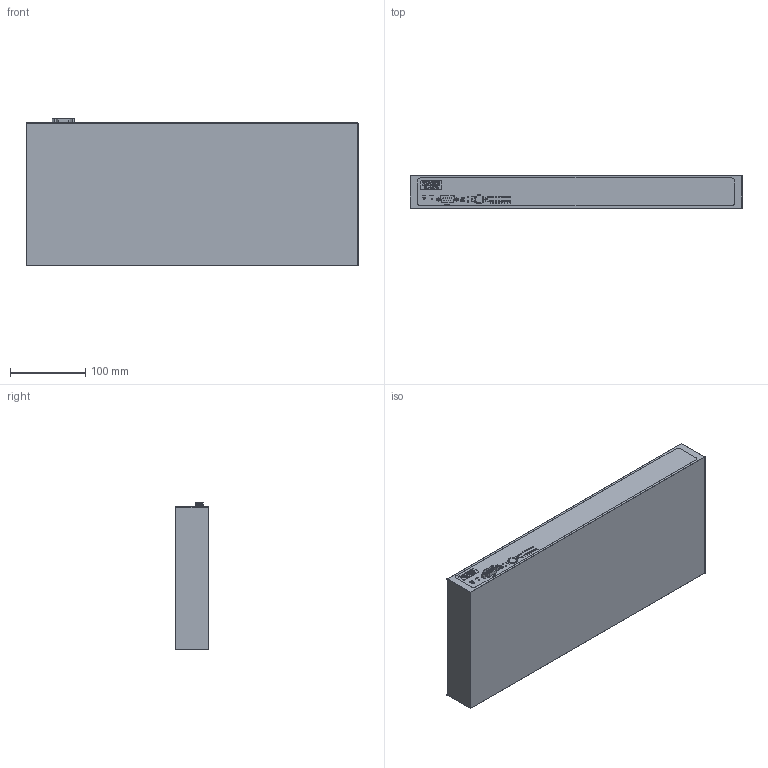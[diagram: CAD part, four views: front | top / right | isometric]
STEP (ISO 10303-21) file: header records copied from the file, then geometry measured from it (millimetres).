
FILE_DESCRIPTION (( 'STEP AP203' ), '1' );
FILE_NAME ('EKI-1528.STEP', '2009-03-16T23:52:06', ( 'Bryan Andersen' ), ( 'Andersen Professional 3-D Modeling' ), 'SwSTEP 2.0', 'SolidWorks 2007', '' );
FILE_SCHEMA (( 'CONFIG_CONTROL_DESIGN' ));
Products named in the file (1): EKI-1528
Bounding box: 440 x 44 x 195.46 mm (x, y, z)
Volume: 3637192.4 mm3; surface area: 232213.6 mm2
Topology: 1 solids, 1 shells, 2628 faces, 6902 edges, 4550 vertices
Faces by surface type: plane 1626, bspline 785, cylinder 170, torus 31, sphere 16
Entity records: 122548 total; most frequent: CARTESIAN_POINT 62904, ORIENTED_EDGE 13772, DIRECTION 9255, EDGE_CURVE 6886, LINE 5013, VECTOR 5013, VERTEX_POINT 4550, EDGE_LOOP 2918
